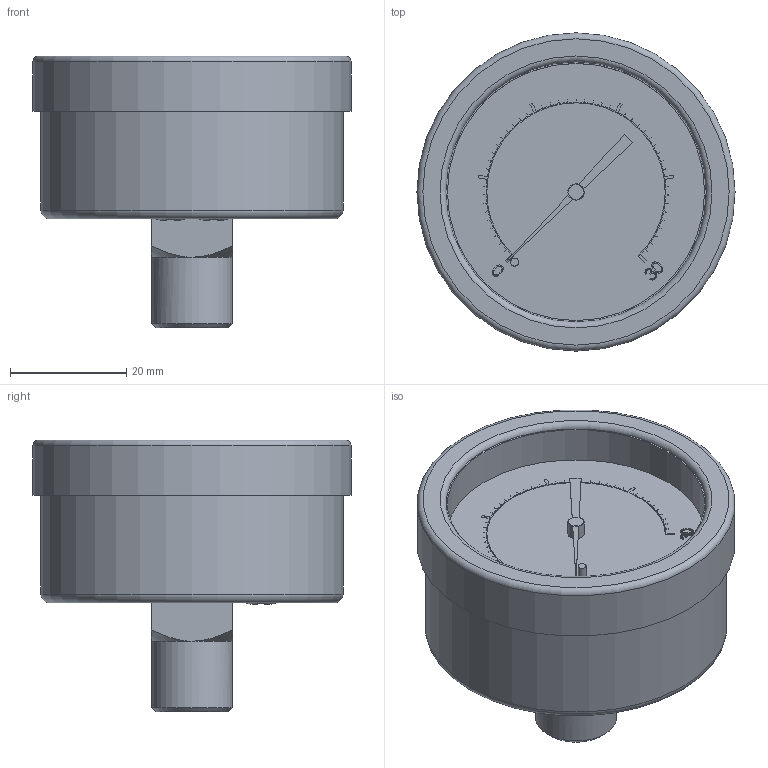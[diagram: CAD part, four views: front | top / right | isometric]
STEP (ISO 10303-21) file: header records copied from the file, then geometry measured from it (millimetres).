
FILE_DESCRIPTION (( 'STEP AP214' ), '1' );
FILE_NAME ('G20-BD30-4CB.STEP', '2022-11-29T14:59:39', ( '' ), ( '' ), 'SwSTEP 2.0', 'SolidWorks 2021', '' );
FILE_SCHEMA (( 'AUTOMOTIVE_DESIGN' ));
Length unit declared in the file: inch
Products named in the file (1): G20-BD30-4CB
Bounding box: 54.81 x 54.81 x 46.86 mm (x, y, z)
Volume: 52459.4 mm3; surface area: 11717.4 mm2
Topology: 1 solids, 1 shells, 374 faces, 1046 edges, 689 vertices
Faces by surface type: plane 235, cylinder 70, bspline 32, cone 20, torus 17
Full cylindrical faces by diameter (mm): 1.386 x1, 2.592 x1, 2.785 x1, 3.556 x1, 6.35 x2, 13.97 x1, 44.323 x1, 52.07 x1, 54.813 x1
Entity records: 15370 total; most frequent: CARTESIAN_POINT 4654, ORIENTED_EDGE 2048, DIRECTION 1818, EDGE_CURVE 1024, LINE 714, VECTOR 714, VERTEX_POINT 684, AXIS2_PLACEMENT_3D 552
